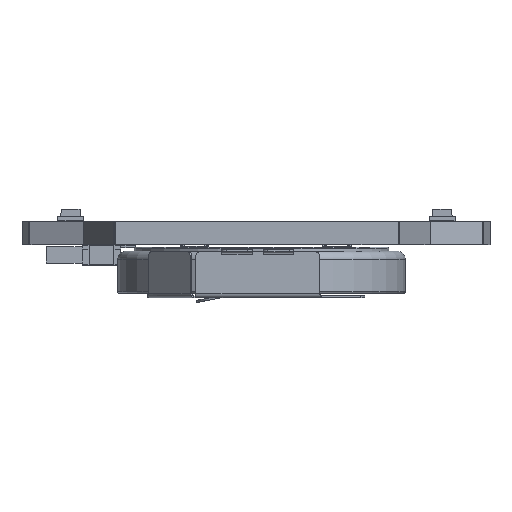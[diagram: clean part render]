
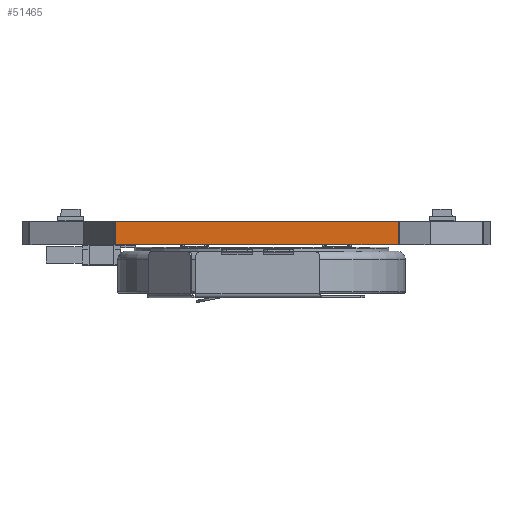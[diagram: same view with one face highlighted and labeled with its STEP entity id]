
A CAD part, front view. The second image highlights one B-rep face of the part: STEP entity #51465.
In plain terms, the highlighted planar face has unit normal (0, -1, 0).
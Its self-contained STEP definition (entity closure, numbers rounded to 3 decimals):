
#45295 = PLANE('',#45296);
#45296 = AXIS2_PLACEMENT_3D('',#45297,#45298,#45299);
#45297 = CARTESIAN_POINT('',(0.045,-1.448,1.6));
#45298 = DIRECTION('',(0.,0.,1.));
#45299 = DIRECTION('',(1.,0.,-0.));
#45323 = PLANE('',#45324);
#45324 = AXIS2_PLACEMENT_3D('',#45325,#45326,#45327);
#45325 = CARTESIAN_POINT('',(-9.803,-16.903,0.));
#45326 = DIRECTION('',(0.15,0.989,-0.));
#45327 = DIRECTION('',(0.989,-0.15,0.));
#45349 = PLANE('',#45350);
#45350 = AXIS2_PLACEMENT_3D('',#45351,#45352,#45353);
#45351 = CARTESIAN_POINT('',(0.045,-1.448,0.));
#45352 = DIRECTION('',(0.,0.,1.));
#45353 = DIRECTION('',(1.,0.,-0.));
#45442 = VERTEX_POINT('',#45443);
#45443 = CARTESIAN_POINT('',(-9.764,-16.909,1.6));
#45464 = EDGE_CURVE('',#45465,#45442,#45467,.T.);
#45465 = VERTEX_POINT('',#45466);
#45466 = CARTESIAN_POINT('',(-9.764,-16.909,0.));
#45467 = SURFACE_CURVE('',#45468,(#45472,#45479),.PCURVE_S1.);
#45468 = LINE('',#45469,#45470);
#45469 = CARTESIAN_POINT('',(-9.764,-16.909,0.));
#45470 = VECTOR('',#45471,1.);
#45471 = DIRECTION('',(0.,0.,1.));
#45472 = PCURVE('',#45323,#45473);
#45473 = DEFINITIONAL_REPRESENTATION('',(#45474),#45478);
#45474 = LINE('',#45475,#45476);
#45475 = CARTESIAN_POINT('',(0.04,0.));
#45476 = VECTOR('',#45477,1.);
#45477 = DIRECTION('',(0.,-1.));
#45478 = ( GEOMETRIC_REPRESENTATION_CONTEXT(2) 
PARAMETRIC_REPRESENTATION_CONTEXT() REPRESENTATION_CONTEXT('2D SPACE',''
  ) );
#45479 = PCURVE('',#45480,#45485);
#45480 = PLANE('',#45481);
#45481 = AXIS2_PLACEMENT_3D('',#45482,#45483,#45484);
#45482 = CARTESIAN_POINT('',(-9.764,-16.909,0.));
#45483 = DIRECTION('',(0.,1.,0.));
#45484 = DIRECTION('',(1.,0.,0.));
#45485 = DEFINITIONAL_REPRESENTATION('',(#45486),#45490);
#45486 = LINE('',#45487,#45488);
#45487 = CARTESIAN_POINT('',(0.,0.));
#45488 = VECTOR('',#45489,1.);
#45489 = DIRECTION('',(0.,-1.));
#45490 = ( GEOMETRIC_REPRESENTATION_CONTEXT(2) 
PARAMETRIC_REPRESENTATION_CONTEXT() REPRESENTATION_CONTEXT('2D SPACE',''
  ) );
#45518 = EDGE_CURVE('',#45465,#45519,#45521,.T.);
#45519 = VERTEX_POINT('',#45520);
#45520 = CARTESIAN_POINT('',(9.871,-16.909,0.));
#45521 = SURFACE_CURVE('',#45522,(#45526,#45533),.PCURVE_S1.);
#45522 = LINE('',#45523,#45524);
#45523 = CARTESIAN_POINT('',(-9.764,-16.909,0.));
#45524 = VECTOR('',#45525,1.);
#45525 = DIRECTION('',(1.,0.,0.));
#45526 = PCURVE('',#45349,#45527);
#45527 = DEFINITIONAL_REPRESENTATION('',(#45528),#45532);
#45528 = LINE('',#45529,#45530);
#45529 = CARTESIAN_POINT('',(-9.809,-15.461));
#45530 = VECTOR('',#45531,1.);
#45531 = DIRECTION('',(1.,0.));
#45532 = ( GEOMETRIC_REPRESENTATION_CONTEXT(2) 
PARAMETRIC_REPRESENTATION_CONTEXT() REPRESENTATION_CONTEXT('2D SPACE',''
  ) );
#45533 = PCURVE('',#45480,#45534);
#45534 = DEFINITIONAL_REPRESENTATION('',(#45535),#45539);
#45535 = LINE('',#45536,#45537);
#45536 = CARTESIAN_POINT('',(0.,0.));
#45537 = VECTOR('',#45538,1.);
#45538 = DIRECTION('',(1.,0.));
#45539 = ( GEOMETRIC_REPRESENTATION_CONTEXT(2) 
PARAMETRIC_REPRESENTATION_CONTEXT() REPRESENTATION_CONTEXT('2D SPACE',''
  ) );
#45557 = PLANE('',#45558);
#45558 = AXIS2_PLACEMENT_3D('',#45559,#45560,#45561);
#45559 = CARTESIAN_POINT('',(9.871,-16.909,0.));
#45560 = DIRECTION('',(-0.138,0.99,0.));
#45561 = DIRECTION('',(0.99,0.138,0.));
#48766 = EDGE_CURVE('',#45442,#48767,#48769,.T.);
#48767 = VERTEX_POINT('',#48768);
#48768 = CARTESIAN_POINT('',(9.871,-16.909,1.6));
#48769 = SURFACE_CURVE('',#48770,(#48774,#48781),.PCURVE_S1.);
#48770 = LINE('',#48771,#48772);
#48771 = CARTESIAN_POINT('',(-9.764,-16.909,1.6));
#48772 = VECTOR('',#48773,1.);
#48773 = DIRECTION('',(1.,0.,0.));
#48774 = PCURVE('',#45295,#48775);
#48775 = DEFINITIONAL_REPRESENTATION('',(#48776),#48780);
#48776 = LINE('',#48777,#48778);
#48777 = CARTESIAN_POINT('',(-9.809,-15.461));
#48778 = VECTOR('',#48779,1.);
#48779 = DIRECTION('',(1.,0.));
#48780 = ( GEOMETRIC_REPRESENTATION_CONTEXT(2) 
PARAMETRIC_REPRESENTATION_CONTEXT() REPRESENTATION_CONTEXT('2D SPACE',''
  ) );
#48781 = PCURVE('',#45480,#48782);
#48782 = DEFINITIONAL_REPRESENTATION('',(#48783),#48787);
#48783 = LINE('',#48784,#48785);
#48784 = CARTESIAN_POINT('',(0.,-1.6));
#48785 = VECTOR('',#48786,1.);
#48786 = DIRECTION('',(1.,0.));
#48787 = ( GEOMETRIC_REPRESENTATION_CONTEXT(2) 
PARAMETRIC_REPRESENTATION_CONTEXT() REPRESENTATION_CONTEXT('2D SPACE',''
  ) );
#51465 = ADVANCED_FACE('',(#51466),#45480,.F.);
#51466 = FACE_BOUND('',#51467,.F.);
#51467 = EDGE_LOOP('',(#51468,#51469,#51470,#51491));
#51468 = ORIENTED_EDGE('',*,*,#45464,.T.);
#51469 = ORIENTED_EDGE('',*,*,#48766,.T.);
#51470 = ORIENTED_EDGE('',*,*,#51471,.F.);
#51471 = EDGE_CURVE('',#45519,#48767,#51472,.T.);
#51472 = SURFACE_CURVE('',#51473,(#51477,#51484),.PCURVE_S1.);
#51473 = LINE('',#51474,#51475);
#51474 = CARTESIAN_POINT('',(9.871,-16.909,0.));
#51475 = VECTOR('',#51476,1.);
#51476 = DIRECTION('',(0.,0.,1.));
#51477 = PCURVE('',#45480,#51478);
#51478 = DEFINITIONAL_REPRESENTATION('',(#51479),#51483);
#51479 = LINE('',#51480,#51481);
#51480 = CARTESIAN_POINT('',(19.634,0.));
#51481 = VECTOR('',#51482,1.);
#51482 = DIRECTION('',(0.,-1.));
#51483 = ( GEOMETRIC_REPRESENTATION_CONTEXT(2) 
PARAMETRIC_REPRESENTATION_CONTEXT() REPRESENTATION_CONTEXT('2D SPACE',''
  ) );
#51484 = PCURVE('',#45557,#51485);
#51485 = DEFINITIONAL_REPRESENTATION('',(#51486),#51490);
#51486 = LINE('',#51487,#51488);
#51487 = CARTESIAN_POINT('',(0.,0.));
#51488 = VECTOR('',#51489,1.);
#51489 = DIRECTION('',(0.,-1.));
#51490 = ( GEOMETRIC_REPRESENTATION_CONTEXT(2) 
PARAMETRIC_REPRESENTATION_CONTEXT() REPRESENTATION_CONTEXT('2D SPACE',''
  ) );
#51491 = ORIENTED_EDGE('',*,*,#45518,.F.);
